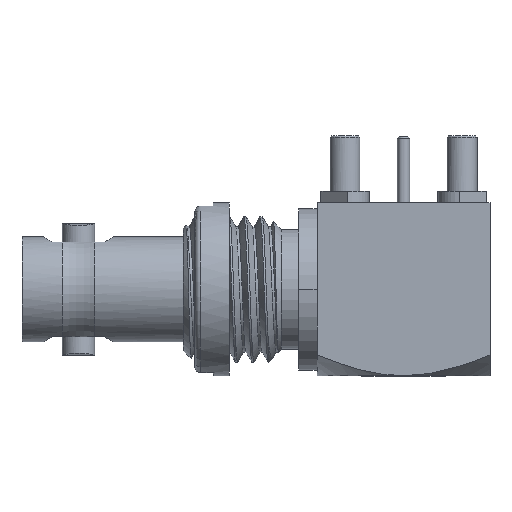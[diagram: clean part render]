
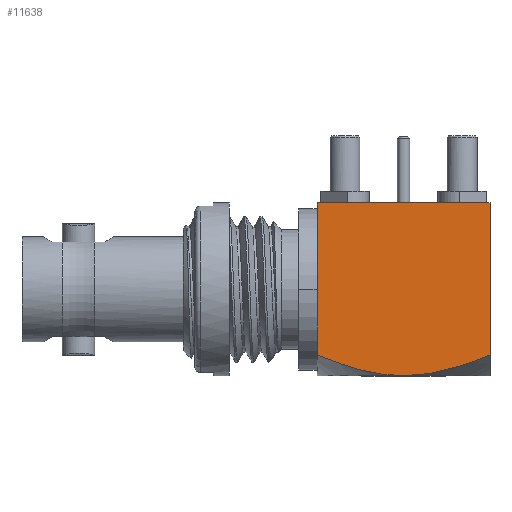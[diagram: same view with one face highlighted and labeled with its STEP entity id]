
A CAD part, top view. The second image highlights one B-rep face of the part: STEP entity #11638.
In plain terms, the highlighted planar face has unit normal (0, 0, 1).
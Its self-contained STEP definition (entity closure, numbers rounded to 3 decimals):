
#10865=CARTESIAN_POINT('',(12.8,-2.853,3.75));
#10866=CARTESIAN_POINT('',(13.034,-2.949,3.75));
#10867=CARTESIAN_POINT('',(13.477,-3.121,3.75));
#10868=CARTESIAN_POINT('',(14.06,-3.321,3.75));
#10869=CARTESIAN_POINT('',(14.591,-3.477,3.75));
#10870=CARTESIAN_POINT('',(15.093,-3.597,3.75));
#10871=CARTESIAN_POINT('',(15.581,-3.684,3.75));
#10872=CARTESIAN_POINT('',(16.066,-3.738,3.75));
#10873=CARTESIAN_POINT('',(16.389,-3.75,3.75));
#10874=CARTESIAN_POINT('',(16.55,-3.75,3.75));
#10876=DIRECTION('',(0.,1.,0.));
#10877=VECTOR('',#10876,6.603);
#10878=CARTESIAN_POINT('',(12.8,-2.853,3.75));
#10879=LINE('',#10878,#10877);
#10880=DIRECTION('',(1.,0.,0.));
#10881=VECTOR('',#10880,7.5);
#10882=CARTESIAN_POINT('',(12.8,3.75,3.75));
#10883=LINE('',#10882,#10881);
#10884=DIRECTION('',(0.,-1.,0.));
#10885=VECTOR('',#10884,6.603);
#10886=CARTESIAN_POINT('',(20.3,3.75,3.75));
#10887=LINE('',#10886,#10885);
#10888=CARTESIAN_POINT('',(16.55,-3.75,3.75));
#10889=CARTESIAN_POINT('',(16.691,-3.75,3.75));
#10890=CARTESIAN_POINT('',(16.974,-3.741,3.75));
#10891=CARTESIAN_POINT('',(17.398,-3.7,3.75));
#10892=CARTESIAN_POINT('',(17.823,-3.633,3.75));
#10893=CARTESIAN_POINT('',(18.256,-3.54,3.75));
#10894=CARTESIAN_POINT('',(18.705,-3.422,3.75));
#10895=CARTESIAN_POINT('',(19.182,-3.273,3.75));
#10896=CARTESIAN_POINT('',(19.704,-3.09,3.75));
#10897=CARTESIAN_POINT('',(20.095,-2.937,3.75));
#10898=CARTESIAN_POINT('',(20.3,-2.853,3.75));
#11488=CARTESIAN_POINT('',(12.8,3.75,3.75));
#11489=CARTESIAN_POINT('',(20.3,3.75,3.75));
#11490=VERTEX_POINT('',#11488);
#11491=VERTEX_POINT('',#11489);
#11508=VERTEX_POINT('',#10865);
#11509=VERTEX_POINT('',#10874);
#11510=VERTEX_POINT('',#10898);
#11621=CARTESIAN_POINT('',(16.55,0.,3.75));
#11622=DIRECTION('',(0.,0.,-1.));
#11623=DIRECTION('',(1.,0.,0.));
#11624=AXIS2_PLACEMENT_3D('',#11621,#11622,#11623);
#11625=PLANE('',#11624);
#11627=ORIENTED_EDGE('',*,*,#11626,.F.);
#11629=ORIENTED_EDGE('',*,*,#11628,.T.);
#11631=ORIENTED_EDGE('',*,*,#11630,.T.);
#11633=ORIENTED_EDGE('',*,*,#11632,.T.);
#11635=ORIENTED_EDGE('',*,*,#11634,.F.);
#11636=EDGE_LOOP('',(#11627,#11629,#11631,#11633,#11635));
#11637=FACE_OUTER_BOUND('',#11636,.F.);
#10875=B_SPLINE_CURVE_WITH_KNOTS('',3,(#10865,#10866,#10867,#10868,#10869,
#10870,#10871,#10872,#10873,#10874),.UNSPECIFIED.,.F.,.F.,(4,1,1,1,1,1,1,4),(
0.,0.143,0.286,0.429,0.571,
0.714,0.857,1.),.UNSPECIFIED.);
#10899=B_SPLINE_CURVE_WITH_KNOTS('',3,(#10888,#10889,#10890,#10891,#10892,
#10893,#10894,#10895,#10896,#10897,#10898),.UNSPECIFIED.,.F.,.F.,(4,1,1,1,1,1,1,
1,4),(0.,0.125,0.25,0.375,0.5,0.625,0.75,0.875,1.),
.UNSPECIFIED.);
#11626=EDGE_CURVE('',#11508,#11509,#10875,.T.);
#11628=EDGE_CURVE('',#11508,#11490,#10879,.T.);
#11630=EDGE_CURVE('',#11490,#11491,#10883,.T.);
#11632=EDGE_CURVE('',#11491,#11510,#10887,.T.);
#11634=EDGE_CURVE('',#11509,#11510,#10899,.T.);
#11638=ADVANCED_FACE('',(#11637),#11625,.F.);
